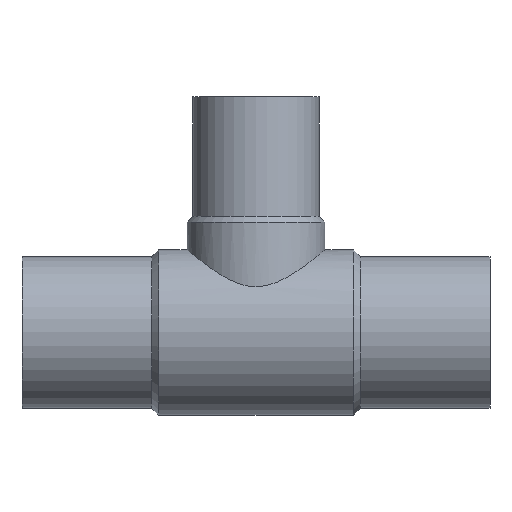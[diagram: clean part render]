
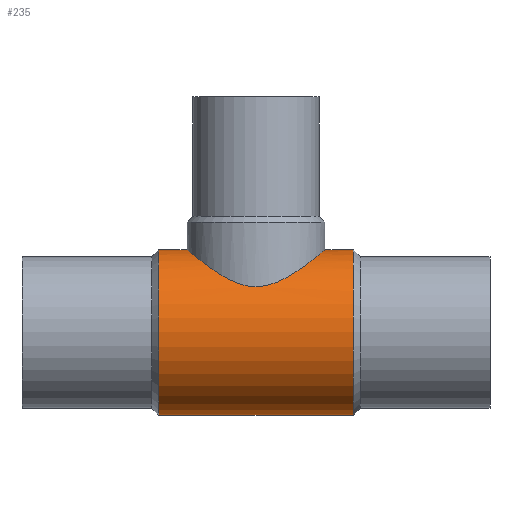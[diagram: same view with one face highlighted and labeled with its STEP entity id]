
A CAD part, top view. The second image highlights one B-rep face of the part: STEP entity #235.
In plain terms, the highlighted cylindrical face has radius 49.1 mm (diameter 98.2 mm), a partial arc.
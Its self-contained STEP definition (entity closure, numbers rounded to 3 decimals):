
#149 = VERTEX_POINT( '', #378 );
#151 = VERTEX_POINT( '', #380 );
#173 = EDGE_CURVE( '', #149, #151, #403, .T. );
#187 = EDGE_CURVE( '', #287, #331, #418, .T. );
#189 = VERTEX_POINT( '', #420 );
#205 = VERTEX_POINT( '', #438 );
#225 = EDGE_CURVE( '', #149, #287, #461, .T. );
#235 = ADVANCED_FACE( '', ( #472 ), #473, .T. );
#257 = EDGE_CURVE( '', #331, #189, #499, .T. );
#287 = VERTEX_POINT( '', #534 );
#301 = EDGE_CURVE( '', #189, #205, #548, .T. );
#331 = VERTEX_POINT( '', #580 );
#337 = EDGE_CURVE( '', #205, #151, #590, .T. );
#378 = CARTESIAN_POINT( '', ( -196.9, -49.1, 0. ) );
#380 = CARTESIAN_POINT( '', ( -196.9, 49.1, 0. ) );
#403 = CIRCLE( '', #753, 49.1 );
#418 = CIRCLE( '', #774, 49.1 );
#420 = CARTESIAN_POINT( '', ( -98.1, 49.1, 0. ) );
#438 = CARTESIAN_POINT( '', ( -179.9, 49.1, 0. ) );
#461 = LINE( '', #831, #832 );
#472 = FACE_OUTER_BOUND( '', #845, .T. );
#473 = CYLINDRICAL_SURFACE( '', #846, 49.1 );
#499 = LINE( '', #877, #878 );
#534 = CARTESIAN_POINT( '', ( -81.1, -49.1, 0. ) );
#548 = B_SPLINE_CURVE_WITH_KNOTS( '', 3, ( #1006, #1007, #1008, #1009, #1010, #1011, #1012, #1013, #1014, #1015, #1016, #1017, #1018, #1019, #1020, #1021, #1022, #1023, #1024, #1025, #1026, #1027, #1028, #1029, #1030, #1031, #1032, #1033, #1034, #1035, #1036, #1037, #1038, #1039, #1040, #1041, #1042, #1043, #1044, #1045, #1046, #1047, #1048, #1049, #1050, #1051, #1052, #1053, #1054, #1055, #1056, #1057, #1058, #1059, #1060, #1061, #1062, #1063, #1064, #1065, #1066, #1067 ), .UNSPECIFIED., .F., .F., ( 4, 2, 2, 2, 2, 2, 2, 2, 2, 2, 2, 2, 2, 2, 2, 2, 2, 2, 2, 2, 2, 2, 2, 2, 2, 2, 2, 2, 2, 2, 4 ), ( 66.748, 70.834, 74.919, 79.004, 83.09, 87.175, 91.261, 95.346, 99.432, 103.69, 107.948, 112.206, 116.464, 124.98, 129.238, 133.496, 137.754, 142.012, 150.528, 154.786, 159.044, 163.302, 167.56, 171.646, 175.731, 179.817, 183.902, 187.988, 192.073, 196.159, 200.244 ), .UNSPECIFIED. );
#580 = CARTESIAN_POINT( '', ( -81.1, 49.1, 0. ) );
#590 = LINE( '', #1149, #1150 );
#753 = AXIS2_PLACEMENT_3D( '', #1193, #1194, #1195 );
#774 = AXIS2_PLACEMENT_3D( '', #1209, #1210, #1211 );
#831 = CARTESIAN_POINT( '', ( -139., -49.1, 0. ) );
#832 = VECTOR( '', #1271, 1. );
#845 = EDGE_LOOP( '', ( #1286, #1287, #1288, #1289, #1290, #1291 ) );
#846 = AXIS2_PLACEMENT_3D( '', #1292, #1293, #1294 );
#877 = CARTESIAN_POINT( '', ( -139., 49.1, 0. ) );
#878 = VECTOR( '', #1327, 1. );
#1006 = CARTESIAN_POINT( '', ( -98.1, 49.1, 0. ) );
#1007 = CARTESIAN_POINT( '', ( -98.1, 49.1, 1.362 ) );
#1008 = CARTESIAN_POINT( '', ( -98.168, 49.043, 2.736 ) );
#1009 = CARTESIAN_POINT( '', ( -98.445, 48.813, 5.481 ) );
#1010 = CARTESIAN_POINT( '', ( -98.654, 48.639, 6.851 ) );
#1011 = CARTESIAN_POINT( '', ( -99.21, 48.179, 9.564 ) );
#1012 = CARTESIAN_POINT( '', ( -99.557, 47.893, 10.906 ) );
#1013 = CARTESIAN_POINT( '', ( -100.381, 47.217, 13.537 ) );
#1014 = CARTESIAN_POINT( '', ( -100.857, 46.827, 14.826 ) );
#1015 = CARTESIAN_POINT( '', ( -101.928, 45.959, 17.331 ) );
#1016 = CARTESIAN_POINT( '', ( -102.523, 45.48, 18.548 ) );
#1017 = CARTESIAN_POINT( '', ( -103.814, 44.451, 20.894 ) );
#1018 = CARTESIAN_POINT( '', ( -104.511, 43.901, 22.023 ) );
#1019 = CARTESIAN_POINT( '', ( -105.987, 42.751, 24.18 ) );
#1020 = CARTESIAN_POINT( '', ( -106.766, 42.151, 25.207 ) );
#1021 = CARTESIAN_POINT( '', ( -108.384, 40.927, 27.149 ) );
#1022 = CARTESIAN_POINT( '', ( -109.223, 40.303, 28.065 ) );
#1023 = CARTESIAN_POINT( '', ( -110.971, 39.029, 29.813 ) );
#1024 = CARTESIAN_POINT( '', ( -111.916, 38.354, 30.675 ) );
#1025 = CARTESIAN_POINT( '', ( -113.901, 36.979, 32.319 ) );
#1026 = CARTESIAN_POINT( '', ( -114.942, 36.278, 33.102 ) );
#1027 = CARTESIAN_POINT( '', ( -117.105, 34.881, 34.571 ) );
#1028 = CARTESIAN_POINT( '', ( -118.229, 34.184, 35.258 ) );
#1029 = CARTESIAN_POINT( '', ( -120.55, 32.826, 36.526 ) );
#1030 = CARTESIAN_POINT( '', ( -121.746, 32.165, 37.107 ) );
#1031 = CARTESIAN_POINT( '', ( -125.431, 30.292, 38.676 ) );
#1032 = CARTESIAN_POINT( '', ( -128.016, 29.19, 39.493 ) );
#1033 = CARTESIAN_POINT( '', ( -132.039, 28.015, 40.327 ) );
#1034 = CARTESIAN_POINT( '', ( -133.404, 27.703, 40.539 ) );
#1035 = CARTESIAN_POINT( '', ( -136.175, 27.278, 40.826 ) );
#1036 = CARTESIAN_POINT( '', ( -137.581, 27.166, 40.9 ) );
#1037 = CARTESIAN_POINT( '', ( -140.419, 27.166, 40.9 ) );
#1038 = CARTESIAN_POINT( '', ( -141.825, 27.278, 40.826 ) );
#1039 = CARTESIAN_POINT( '', ( -144.596, 27.703, 40.539 ) );
#1040 = CARTESIAN_POINT( '', ( -145.961, 28.015, 40.327 ) );
#1041 = CARTESIAN_POINT( '', ( -149.984, 29.19, 39.493 ) );
#1042 = CARTESIAN_POINT( '', ( -152.569, 30.292, 38.676 ) );
#1043 = CARTESIAN_POINT( '', ( -156.254, 32.165, 37.107 ) );
#1044 = CARTESIAN_POINT( '', ( -157.45, 32.826, 36.526 ) );
#1045 = CARTESIAN_POINT( '', ( -159.771, 34.184, 35.258 ) );
#1046 = CARTESIAN_POINT( '', ( -160.895, 34.881, 34.571 ) );
#1047 = CARTESIAN_POINT( '', ( -163.058, 36.278, 33.102 ) );
#1048 = CARTESIAN_POINT( '', ( -164.099, 36.979, 32.319 ) );
#1049 = CARTESIAN_POINT( '', ( -166.084, 38.354, 30.675 ) );
#1050 = CARTESIAN_POINT( '', ( -167.029, 39.029, 29.813 ) );
#1051 = CARTESIAN_POINT( '', ( -168.777, 40.303, 28.065 ) );
#1052 = CARTESIAN_POINT( '', ( -169.616, 40.927, 27.149 ) );
#1053 = CARTESIAN_POINT( '', ( -171.234, 42.151, 25.207 ) );
#1054 = CARTESIAN_POINT( '', ( -172.013, 42.751, 24.18 ) );
#1055 = CARTESIAN_POINT( '', ( -173.489, 43.901, 22.023 ) );
#1056 = CARTESIAN_POINT( '', ( -174.186, 44.451, 20.894 ) );
#1057 = CARTESIAN_POINT( '', ( -175.477, 45.48, 18.548 ) );
#1058 = CARTESIAN_POINT( '', ( -176.072, 45.959, 17.331 ) );
#1059 = CARTESIAN_POINT( '', ( -177.143, 46.827, 14.826 ) );
#1060 = CARTESIAN_POINT( '', ( -177.619, 47.217, 13.537 ) );
#1061 = CARTESIAN_POINT( '', ( -178.443, 47.893, 10.906 ) );
#1062 = CARTESIAN_POINT( '', ( -178.79, 48.179, 9.564 ) );
#1063 = CARTESIAN_POINT( '', ( -179.346, 48.639, 6.851 ) );
#1064 = CARTESIAN_POINT( '', ( -179.555, 48.813, 5.481 ) );
#1065 = CARTESIAN_POINT( '', ( -179.832, 49.043, 2.736 ) );
#1066 = CARTESIAN_POINT( '', ( -179.9, 49.1, 1.362 ) );
#1067 = CARTESIAN_POINT( '', ( -179.9, 49.1, 0. ) );
#1149 = CARTESIAN_POINT( '', ( -139., 49.1, 0. ) );
#1150 = VECTOR( '', #1439, 1. );
#1193 = CARTESIAN_POINT( '', ( -196.9, 0., 0. ) );
#1194 = DIRECTION( '', ( -1., 0., 0. ) );
#1195 = DIRECTION( '', ( 0., 1., 0. ) );
#1209 = CARTESIAN_POINT( '', ( -81.1, 0., 0. ) );
#1210 = DIRECTION( '', ( -1., 0., 0. ) );
#1211 = DIRECTION( '', ( 0., 1., 0. ) );
#1271 = DIRECTION( '', ( 1., 0., 0. ) );
#1286 = ORIENTED_EDGE( '', *, *, #257, .T. );
#1287 = ORIENTED_EDGE( '', *, *, #301, .T. );
#1288 = ORIENTED_EDGE( '', *, *, #337, .T. );
#1289 = ORIENTED_EDGE( '', *, *, #173, .F. );
#1290 = ORIENTED_EDGE( '', *, *, #225, .T. );
#1291 = ORIENTED_EDGE( '', *, *, #187, .T. );
#1292 = CARTESIAN_POINT( '', ( -139., 0., 0. ) );
#1293 = DIRECTION( '', ( 1., 0., 0. ) );
#1294 = DIRECTION( '', ( 0., 1., 0. ) );
#1327 = DIRECTION( '', ( -1., 0., 0. ) );
#1439 = DIRECTION( '', ( -1., 0., 0. ) );
